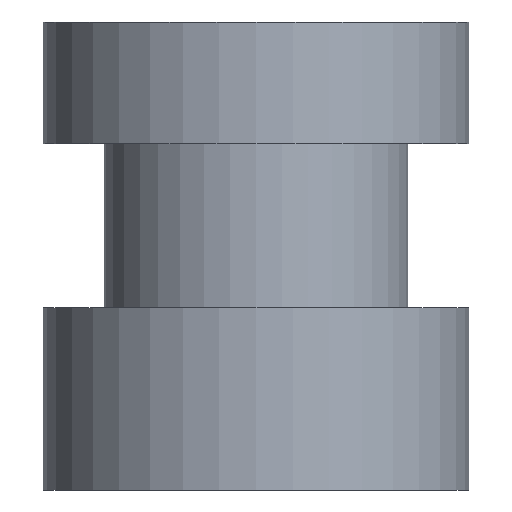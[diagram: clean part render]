
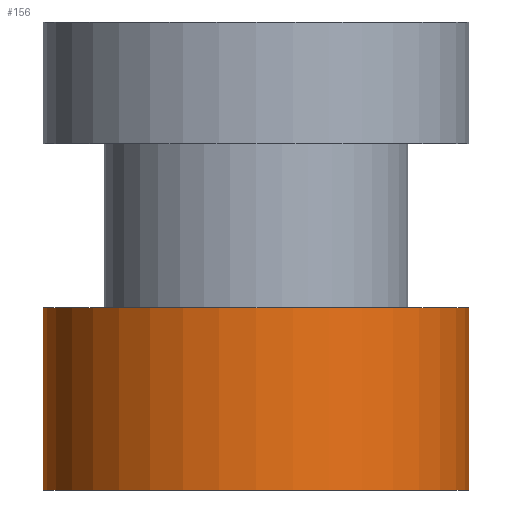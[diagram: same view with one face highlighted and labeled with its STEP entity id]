
A CAD part, front view. The second image highlights one B-rep face of the part: STEP entity #156.
In plain terms, the highlighted cylindrical face has radius 35 mm (diameter 70 mm), a full revolution.
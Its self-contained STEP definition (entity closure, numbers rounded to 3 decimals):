
#16=LINE('',#275,#22);
#22=VECTOR('',#224,35.);
#28=CYLINDRICAL_SURFACE('',#186,35.);
#42=FACE_OUTER_BOUND('',#56,.T.);
#56=EDGE_LOOP('',(#119,#120,#121,#122));
#72=CIRCLE('',#185,35.);
#73=CIRCLE('',#187,35.);
#84=VERTEX_POINT('',#270);
#85=VERTEX_POINT('',#273);
#97=EDGE_CURVE('',#84,#84,#72,.T.);
#98=EDGE_CURVE('',#85,#85,#73,.T.);
#99=EDGE_CURVE('',#85,#84,#16,.T.);
#119=ORIENTED_EDGE('',*,*,#98,.F.);
#120=ORIENTED_EDGE('',*,*,#99,.T.);
#121=ORIENTED_EDGE('',*,*,#97,.T.);
#122=ORIENTED_EDGE('',*,*,#99,.F.);
#156=ADVANCED_FACE('',(#42),#28,.T.);
#185=AXIS2_PLACEMENT_3D('',#271,#218,#219);
#186=AXIS2_PLACEMENT_3D('',#272,#220,#221);
#187=AXIS2_PLACEMENT_3D('',#274,#222,#223);
#218=DIRECTION('center_axis',(0.,0.,1.));
#219=DIRECTION('ref_axis',(1.,0.,0.));
#220=DIRECTION('center_axis',(0.,0.,1.));
#221=DIRECTION('ref_axis',(1.,0.,0.));
#222=DIRECTION('center_axis',(0.,0.,1.));
#223=DIRECTION('ref_axis',(1.,0.,0.));
#224=DIRECTION('',(0.,0.,-1.));
#270=CARTESIAN_POINT('',(-35.,0.,-43.5));
#271=CARTESIAN_POINT('Origin',(0.,0.,-43.5));
#272=CARTESIAN_POINT('Origin',(0.,0.,-28.5));
#273=CARTESIAN_POINT('',(-35.,0.,-13.5));
#274=CARTESIAN_POINT('Origin',(0.,0.,-13.5));
#275=CARTESIAN_POINT('',(-35.,0.,-28.5));
